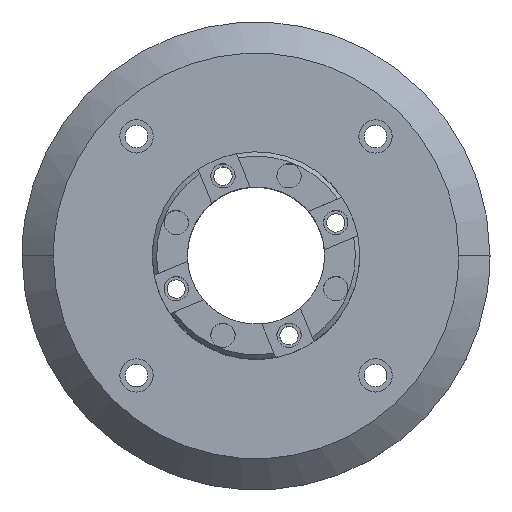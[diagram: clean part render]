
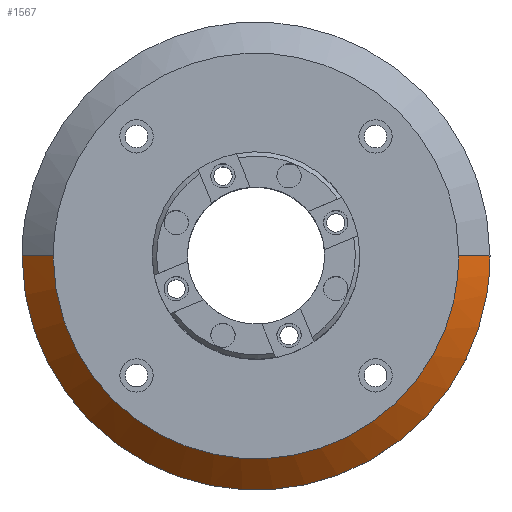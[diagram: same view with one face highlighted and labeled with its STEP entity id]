
A CAD part, top view. The second image highlights one B-rep face of the part: STEP entity #1567.
In plain terms, the highlighted conical face has half-angle 45 degrees and reference radius 50.619 mm.
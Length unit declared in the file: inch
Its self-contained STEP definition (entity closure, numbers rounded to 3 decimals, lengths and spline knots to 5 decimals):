
#402=CONICAL_SURFACE('',#1642,1.99286,0.785);
#432=B_SPLINE_CURVE_WITH_KNOTS('',1,(#2436,#2437),.UNSPECIFIED.,.F.,.U.,
(2,2),(0.,1.),.UNSPECIFIED.);
#433=B_SPLINE_CURVE_WITH_KNOTS('',1,(#2438,#2439),.UNSPECIFIED.,.F.,.U.,
(2,2),(-1.,0.),.UNSPECIFIED.);
#546=VERTEX_POINT('',#2402);
#547=VERTEX_POINT('',#2403);
#548=VERTEX_POINT('',#2424);
#549=VERTEX_POINT('',#2425);
#679=(
BOUNDED_CURVE()
B_SPLINE_CURVE(2,(#2409,#2410,#2411,#2412,#2413),.UNSPECIFIED.,.F.,.U.)
B_SPLINE_CURVE_WITH_KNOTS((3,2,3),(0.,1.5708,3.14159),
 .UNSPECIFIED.)
CURVE()
GEOMETRIC_REPRESENTATION_ITEM()
RATIONAL_B_SPLINE_CURVE((1.,0.707,1.,0.707,1.))
REPRESENTATION_ITEM('')
);
#680=(
BOUNDED_CURVE()
B_SPLINE_CURVE(2,(#2415,#2416,#2417,#2418,#2419,#2420,#2421,#2422,#2423),
 .UNSPECIFIED.,.T.,.U.)
B_SPLINE_CURVE_WITH_KNOTS((3,2,2,2,3),(-6.28319,-4.71239,
-3.14159,-1.5708,0.),.UNSPECIFIED.)
CURVE()
GEOMETRIC_REPRESENTATION_ITEM()
RATIONAL_B_SPLINE_CURVE((1.,0.707,1.,0.707,1.,0.707,
1.,0.707,1.))
REPRESENTATION_ITEM('')
);
#773=EDGE_CURVE('',#547,#546,#679,.T.);
#774=EDGE_CURVE('',#548,#549,#680,.T.);
#776=EDGE_CURVE('',#549,#546,#432,.T.);
#777=EDGE_CURVE('',#547,#548,#433,.T.);
#1044=ORIENTED_EDGE('',*,*,#777,.F.);
#1045=ORIENTED_EDGE('',*,*,#773,.T.);
#1046=ORIENTED_EDGE('',*,*,#776,.F.);
#1047=ORIENTED_EDGE('',*,*,#774,.F.);
#1293=EDGE_LOOP('',(#1044,#1045,#1046,#1047));
#1441=FACE_BOUND('',#1293,.T.);
#1567=ADVANCED_FACE('',(#1441),#402,.T.);
#1642=AXIS2_PLACEMENT_3D('',#2440,#1763,#1764);
#1763=DIRECTION('',(0.,0.,-1.));
#1764=DIRECTION('',(0.,1.993,0.));
#2402=CARTESIAN_POINT('',(2.25,0.,0.2));
#2403=CARTESIAN_POINT('',(-2.25,0.,0.2));
#2409=CARTESIAN_POINT('',(-2.25,0.,0.2));
#2410=CARTESIAN_POINT('',(-2.25,-2.25,0.2));
#2411=CARTESIAN_POINT('',(0.,-2.25,0.2));
#2412=CARTESIAN_POINT('',(2.25,-2.25,0.2));
#2413=CARTESIAN_POINT('',(2.25,0.,0.2));
#2415=CARTESIAN_POINT('',(-1.95,0.,0.5));
#2416=CARTESIAN_POINT('',(-1.95,-1.95,0.5));
#2417=CARTESIAN_POINT('',(0.,-1.95,0.5));
#2418=CARTESIAN_POINT('',(1.95,-1.95,0.5));
#2419=CARTESIAN_POINT('',(1.95,0.,0.5));
#2420=CARTESIAN_POINT('',(1.95,1.95,0.5));
#2421=CARTESIAN_POINT('',(0.,1.95,0.5));
#2422=CARTESIAN_POINT('',(-1.95,1.95,0.5));
#2423=CARTESIAN_POINT('',(-1.95,0.,0.5));
#2424=CARTESIAN_POINT('',(-1.95,0.,0.5));
#2425=CARTESIAN_POINT('',(1.95,0.,0.5));
#2436=CARTESIAN_POINT('',(1.95,0.,0.5));
#2437=CARTESIAN_POINT('',(2.25,0.,0.2));
#2438=CARTESIAN_POINT('',(-2.25,0.,0.2));
#2439=CARTESIAN_POINT('',(-1.95,0.,0.5));
#2440=CARTESIAN_POINT('',(0.,0.,0.45714));
